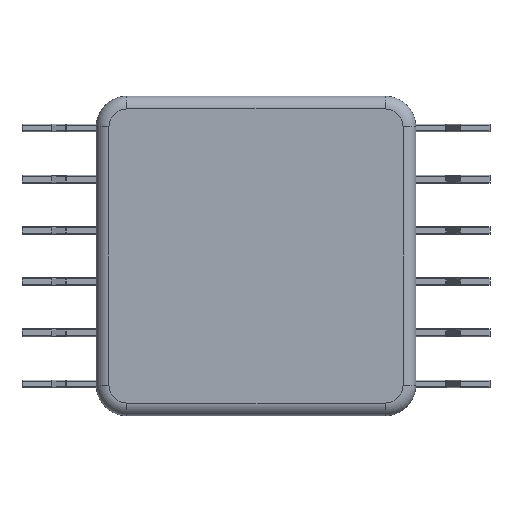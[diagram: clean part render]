
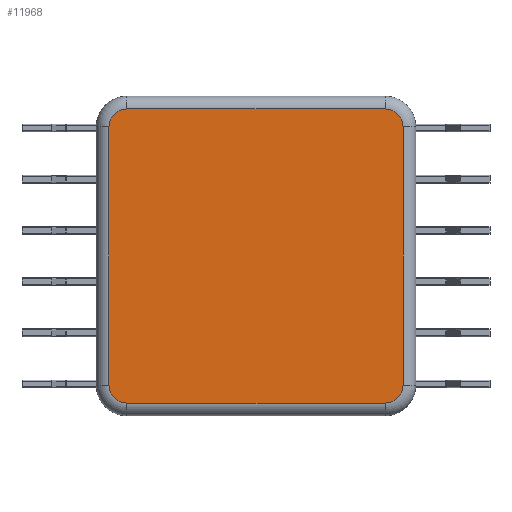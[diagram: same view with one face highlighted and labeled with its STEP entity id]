
A CAD part, front view. The second image highlights one B-rep face of the part: STEP entity #11968.
In plain terms, the highlighted planar face has unit normal (0, -1, 0).
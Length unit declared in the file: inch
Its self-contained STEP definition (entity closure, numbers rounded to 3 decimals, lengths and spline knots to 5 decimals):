
#792 = VECTOR ( 'NONE', #15711, 39.37008 ) ;
#1171 = VECTOR ( 'NONE', #5193, 39.37008 ) ;
#1283 = DIRECTION ( 'NONE',  ( 0., -1., 0. ) ) ;
#1330 = CIRCLE ( 'NONE', #3697, 0.035 ) ;
#1385 = ORIENTED_EDGE ( 'NONE', *, *, #15555, .T. ) ;
#1483 = DIRECTION ( 'NONE',  ( 0., 0., -1. ) ) ;
#1738 = EDGE_CURVE ( 'NONE', #2527, #28165, #17528, .T. ) ;
#2069 = VERTEX_POINT ( 'NONE', #13959 ) ;
#2527 = VERTEX_POINT ( 'NONE', #5359 ) ;
#2697 = CARTESIAN_POINT ( 'NONE',  ( 0.2525, -0.13, 0.2875 ) ) ;
#2993 = CIRCLE ( 'NONE', #26086, 0.035 ) ;
#3112 = ORIENTED_EDGE ( 'NONE', *, *, #26758, .T. ) ;
#3697 = AXIS2_PLACEMENT_3D ( 'NONE', #15795, #24632, #9013 ) ;
#3878 = ORIENTED_EDGE ( 'NONE', *, *, #1738, .T. ) ;
#4571 = EDGE_LOOP ( 'NONE', ( #11680, #19457, #25440, #6831, #3112, #1385, #3878, #14419 ) ) ;
#5002 = CARTESIAN_POINT ( 'NONE',  ( 0.2875, -0.13, -0.2525 ) ) ;
#5193 = DIRECTION ( 'NONE',  ( 0., 0., -1. ) ) ;
#5359 = CARTESIAN_POINT ( 'NONE',  ( -0.2525, -0.13, -0.2875 ) ) ;
#5872 = DIRECTION ( 'NONE',  ( 0., 0., -1. ) ) ;
#6311 = DIRECTION ( 'NONE',  ( 1., 0., 0. ) ) ;
#6695 = CARTESIAN_POINT ( 'NONE',  ( -0.2525, -0.13, 0.2875 ) ) ;
#6831 = ORIENTED_EDGE ( 'NONE', *, *, #8667, .T. ) ;
#8190 = VERTEX_POINT ( 'NONE', #15820 ) ;
#8667 = EDGE_CURVE ( 'NONE', #12485, #2069, #2993, .T. ) ;
#9013 = DIRECTION ( 'NONE',  ( 0., 0., -1. ) ) ;
#9092 = CARTESIAN_POINT ( 'NONE',  ( 0.2525, -0.13, -0.2525 ) ) ;
#9358 = AXIS2_PLACEMENT_3D ( 'NONE', #9092, #24423, #11175 ) ;
#11175 = DIRECTION ( 'NONE',  ( 0., 0., -1. ) ) ;
#11680 = ORIENTED_EDGE ( 'NONE', *, *, #25613, .T. ) ;
#11767 = VECTOR ( 'NONE', #26373, 39.37008 ) ;
#11968 = ADVANCED_FACE ( 'NONE', ( #23764 ), #15102, .T. ) ;
#12485 = VERTEX_POINT ( 'NONE', #24031 ) ;
#13959 = CARTESIAN_POINT ( 'NONE',  ( -0.2875, -0.13, 0.2525 ) ) ;
#14419 = ORIENTED_EDGE ( 'NONE', *, *, #18307, .T. ) ;
#15102 = PLANE ( 'NONE',  #17191 ) ;
#15555 = EDGE_CURVE ( 'NONE', #8190, #2527, #22614, .T. ) ;
#15711 = DIRECTION ( 'NONE',  ( -1., 0., 0. ) ) ;
#15795 = CARTESIAN_POINT ( 'NONE',  ( 0.2525, -0.13, 0.2525 ) ) ;
#15820 = CARTESIAN_POINT ( 'NONE',  ( -0.2875, -0.13, -0.2525 ) ) ;
#15889 = VECTOR ( 'NONE', #6311, 39.37008 ) ;
#16624 = CARTESIAN_POINT ( 'NONE',  ( -0.2525, -0.13, -0.2525 ) ) ;
#17191 = AXIS2_PLACEMENT_3D ( 'NONE', #28188, #26430, #1483 ) ;
#17380 = CARTESIAN_POINT ( 'NONE',  ( -0.2525, -0.13, -0.2875 ) ) ;
#17528 = LINE ( 'NONE', #17380, #15889 ) ;
#17533 = VERTEX_POINT ( 'NONE', #26420 ) ;
#18307 = EDGE_CURVE ( 'NONE', #28165, #25392, #25908, .T. ) ;
#18809 = DIRECTION ( 'NONE',  ( 0., 0., -1. ) ) ;
#19457 = ORIENTED_EDGE ( 'NONE', *, *, #25413, .T. ) ;
#21800 = CARTESIAN_POINT ( 'NONE',  ( -0.2525, -0.13, 0.2525 ) ) ;
#22614 = CIRCLE ( 'NONE', #27342, 0.035 ) ;
#23403 = CARTESIAN_POINT ( 'NONE',  ( 0.2525, -0.13, -0.2875 ) ) ;
#23764 = FACE_OUTER_BOUND ( 'NONE', #4571, .T. ) ;
#24031 = CARTESIAN_POINT ( 'NONE',  ( -0.2525, -0.13, 0.2875 ) ) ;
#24280 = EDGE_CURVE ( 'NONE', #27573, #12485, #28658, .T. ) ;
#24423 = DIRECTION ( 'NONE',  ( 0., -1., 0. ) ) ;
#24632 = DIRECTION ( 'NONE',  ( 0., -1., 0. ) ) ;
#25392 = VERTEX_POINT ( 'NONE', #5002 ) ;
#25413 = EDGE_CURVE ( 'NONE', #17533, #27573, #1330, .T. ) ;
#25440 = ORIENTED_EDGE ( 'NONE', *, *, #24280, .T. ) ;
#25613 = EDGE_CURVE ( 'NONE', #25392, #17533, #28408, .T. ) ;
#25702 = CARTESIAN_POINT ( 'NONE',  ( -0.2875, -0.13, 0.2525 ) ) ;
#25908 = CIRCLE ( 'NONE', #9358, 0.035 ) ;
#26086 = AXIS2_PLACEMENT_3D ( 'NONE', #21800, #1283, #5872 ) ;
#26373 = DIRECTION ( 'NONE',  ( 0., 0., 1. ) ) ;
#26420 = CARTESIAN_POINT ( 'NONE',  ( 0.2875, -0.13, 0.2525 ) ) ;
#26430 = DIRECTION ( 'NONE',  ( 0., -1., 0. ) ) ;
#26758 = EDGE_CURVE ( 'NONE', #2069, #8190, #27461, .T. ) ;
#27342 = AXIS2_PLACEMENT_3D ( 'NONE', #16624, #28234, #18809 ) ;
#27461 = LINE ( 'NONE', #25702, #1171 ) ;
#27573 = VERTEX_POINT ( 'NONE', #2697 ) ;
#28165 = VERTEX_POINT ( 'NONE', #23403 ) ;
#28188 = CARTESIAN_POINT ( 'NONE',  ( -0.2525, -0.13, 0.2525 ) ) ;
#28234 = DIRECTION ( 'NONE',  ( 0., -1., 0. ) ) ;
#28408 = LINE ( 'NONE', #28554, #11767 ) ;
#28554 = CARTESIAN_POINT ( 'NONE',  ( 0.2875, -0.13, 0.2525 ) ) ;
#28658 = LINE ( 'NONE', #6695, #792 ) ;
